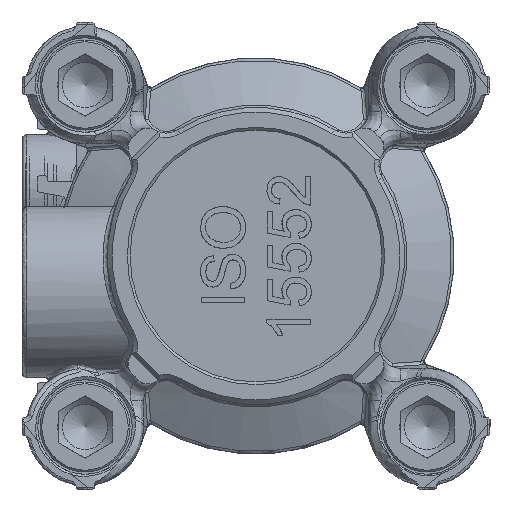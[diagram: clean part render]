
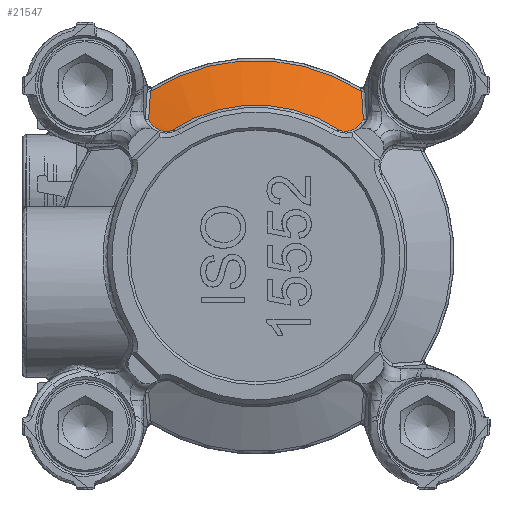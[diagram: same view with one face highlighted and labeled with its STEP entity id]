
A CAD part, front view. The second image highlights one B-rep face of the part: STEP entity #21547.
In plain terms, the highlighted conical face has half-angle 63.5 degrees and reference radius 21.723 mm.
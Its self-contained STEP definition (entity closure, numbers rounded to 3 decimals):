
#168 = DIRECTION ( 'NONE',  ( 0., 0., -1. ) ) ;
#3804 = CARTESIAN_POINT ( 'NONE',  ( 11.024, 22.821, 14.144 ) ) ;
#3991 = CARTESIAN_POINT ( 'NONE',  ( -11.532, 23.139, 14.555 ) ) ;
#5596 = CARTESIAN_POINT ( 'NONE',  ( 11.352, 23.014, 14.379 ) ) ;
#6325 = DIRECTION ( 'NONE',  ( 0., 1., 0. ) ) ;
#8171 = CARTESIAN_POINT ( 'NONE',  ( -11.925, 23.494, 15.152 ) ) ;
#12602 = B_SPLINE_CURVE_WITH_KNOTS ( 'NONE', 3,
 ( #62153, #115193, #35141, #72163 ),
 .UNSPECIFIED., .F., .F.,
 ( 4, 4 ),
 ( 0., 1. ),
 .UNSPECIFIED. ) ;
#12659 = CARTESIAN_POINT ( 'NONE',  ( 11.13, 22.879, 14.208 ) ) ;
#12824 = CARTESIAN_POINT ( 'NONE',  ( -11.552, 23.154, 14.577 ) ) ;
#13846 = CARTESIAN_POINT ( 'NONE',  ( 10.14, 22.443, 13.86 ) ) ;
#14432 = CARTESIAN_POINT ( 'NONE',  ( 10.855, 22.736, 14.059 ) ) ;
#15014 = CIRCLE ( 'NONE', #116538, 16.777 ) ;
#15164 = CARTESIAN_POINT ( 'NONE',  ( -10.792, 22.704, 14.026 ) ) ;
#15523 = CARTESIAN_POINT ( 'NONE',  ( 9.372, 22.245, 13.915 ) ) ;
#15785 = ORIENTED_EDGE ( 'NONE', *, *, #58292, .T. ) ;
#16834 = B_SPLINE_CURVE_WITH_KNOTS ( 'NONE', 3,
 ( #94129, #57132, #111281, #49462 ),
 .UNSPECIFIED., .F., .F.,
 ( 4, 4 ),
 ( 0., 1. ),
 .UNSPECIFIED. ) ;
#17482 = EDGE_CURVE ( 'NONE', #29051, #17829, #94088, .T. ) ;
#17829 = VERTEX_POINT ( 'NONE', #104716 ) ;
#17888 = CARTESIAN_POINT ( 'NONE',  ( 11.925, 23.494, 15.152 ) ) ;
#21062 = FACE_OUTER_BOUND ( 'NONE', #89279, .T. ) ;
#21547 = ADVANCED_FACE ( 'NONE', ( #21062 ), #68471, .T. ) ;
#22088 = CARTESIAN_POINT ( 'NONE',  ( 11.925, 23.494, 15.152 ) ) ;
#22267 = CARTESIAN_POINT ( 'NONE',  ( -10.672, 22.648, 13.978 ) ) ;
#22731 = ORIENTED_EDGE ( 'NONE', *, *, #98578, .T. ) ;
#22840 = CARTESIAN_POINT ( 'NONE',  ( -11.652, 23.23, 14.695 ) ) ;
#23205 = CIRCLE ( 'NONE', #98372, 21.723 ) ;
#23258 = CARTESIAN_POINT ( 'NONE',  ( 9.635, 22.296, 13.86 ) ) ;
#27396 = CARTESIAN_POINT ( 'NONE',  ( 0., 22.245, 0. ) ) ;
#27621 = CARTESIAN_POINT ( 'NONE',  ( -11.721, 24.711, 18.289 ) ) ;
#29051 = VERTEX_POINT ( 'NONE', #8171 ) ;
#29769 = CARTESIAN_POINT ( 'NONE',  ( 10.81, 22.714, 14.038 ) ) ;
#30356 = CARTESIAN_POINT ( 'NONE',  ( 10.9, 22.758, 14.081 ) ) ;
#30975 = CARTESIAN_POINT ( 'NONE',  ( 11.422, 23.061, 14.443 ) ) ;
#31163 = CARTESIAN_POINT ( 'NONE',  ( -11.099, 22.863, 14.192 ) ) ;
#31730 = CARTESIAN_POINT ( 'NONE',  ( -9.899, 22.359, 13.83 ) ) ;
#32121 = CARTESIAN_POINT ( 'NONE',  ( 11.279, 22.969, 14.319 ) ) ;
#32299 = CARTESIAN_POINT ( 'NONE',  ( -10.207, 22.465, 13.867 ) ) ;
#32872 = CARTESIAN_POINT ( 'NONE',  ( -11.421, 23.059, 14.439 ) ) ;
#35141 = CARTESIAN_POINT ( 'NONE',  ( -11.864, 23.865, 16.148 ) ) ;
#38543 = ORIENTED_EDGE ( 'NONE', *, *, #53613, .T. ) ;
#39960 = CARTESIAN_POINT ( 'NONE',  ( -11.326, 22.997, 14.355 ) ) ;
#40971 = CARTESIAN_POINT ( 'NONE',  ( 10.884, 22.751, 14.073 ) ) ;
#42174 = ORIENTED_EDGE ( 'NONE', *, *, #62860, .T. ) ;
#48181 = CARTESIAN_POINT ( 'NONE',  ( 0., 24.711, 0. ) ) ;
#49462 = CARTESIAN_POINT ( 'NONE',  ( 11.721, 24.711, 18.289 ) ) ;
#50360 = CARTESIAN_POINT ( 'NONE',  ( 11.82, 23.369, 14.916 ) ) ;
#51106 = CARTESIAN_POINT ( 'NONE',  ( -10.394, 22.534, 13.899 ) ) ;
#53613 = EDGE_CURVE ( 'NONE', #90993, #29051, #12602, .T. ) ;
#53945 = DIRECTION ( 'NONE',  ( 0., 0., 1. ) ) ;
#56886 = B_SPLINE_CURVE_WITH_KNOTS ( 'NONE', 3,
 ( #75640, #95064, #23258, #83878, #110984, #103867, #94457, #13846, #74472, #110394, #65632, #112774, #111604, #29769, #14432, #40971, #30356, #3804, #12659, #32121, #5596, #30975, #102718, #85050, #66218, #50360, #22088 ),
 .UNSPECIFIED., .F., .F.,
 ( 4, 2, 1, 1, 2, 2, 2, 1, 1, 2, 2, 2, 1, 2, 2, 4 ),
 ( 0., 0.125, 0.188, 0.219, 0.234, 0.25, 0.375, 0.438, 0.469, 0.484, 0.5, 0.625, 0.688, 0.719, 0.75, 1. ),
 .UNSPECIFIED. ) ;
#57132 = CARTESIAN_POINT ( 'NONE',  ( 11.864, 23.865, 16.148 ) ) ;
#57919 = ORIENTED_EDGE ( 'NONE', *, *, #78124, .F. ) ;
#58204 = CARTESIAN_POINT ( 'NONE',  ( -9.634, 22.29, 13.848 ) ) ;
#58292 = EDGE_CURVE ( 'NONE', #17829, #96998, #15014, .T. ) ;
#60489 = CARTESIAN_POINT ( 'NONE',  ( -11.811, 23.369, 14.924 ) ) ;
#62153 = CARTESIAN_POINT ( 'NONE',  ( -11.721, 24.711, 18.289 ) ) ;
#62670 = CARTESIAN_POINT ( 'NONE',  ( 0., 24.711, 0. ) ) ;
#62860 = EDGE_CURVE ( 'NONE', #108390, #97659, #16834, .T. ) ;
#65632 = CARTESIAN_POINT ( 'NONE',  ( 10.429, 22.546, 13.906 ) ) ;
#66218 = CARTESIAN_POINT ( 'NONE',  ( 11.68, 23.246, 14.711 ) ) ;
#67013 = CARTESIAN_POINT ( 'NONE',  ( -10.939, 22.778, 14.101 ) ) ;
#67589 = CARTESIAN_POINT ( 'NONE',  ( -9.372, 22.245, 13.915 ) ) ;
#68471 = CONICAL_SURFACE ( 'NONE', #111777, 21.723, 1.108 ) ;
#68673 = ORIENTED_EDGE ( 'NONE', *, *, #17482, .T. ) ;
#69801 = DIRECTION ( 'NONE',  ( 0., 1., 0. ) ) ;
#72163 = CARTESIAN_POINT ( 'NONE',  ( -11.925, 23.494, 15.152 ) ) ;
#74472 = CARTESIAN_POINT ( 'NONE',  ( 10.158, 22.449, 13.862 ) ) ;
#75640 = CARTESIAN_POINT ( 'NONE',  ( 9.372, 22.245, 13.915 ) ) ;
#76974 = CARTESIAN_POINT ( 'NONE',  ( -11.176, 22.907, 14.244 ) ) ;
#77539 = CARTESIAN_POINT ( 'NONE',  ( -11.707, 23.277, 14.769 ) ) ;
#78124 = EDGE_CURVE ( 'NONE', #90993, #97659, #23205, .T. ) ;
#83878 = CARTESIAN_POINT ( 'NONE',  ( 9.835, 22.348, 13.848 ) ) ;
#85050 = CARTESIAN_POINT ( 'NONE',  ( 11.491, 23.109, 14.511 ) ) ;
#85232 = CARTESIAN_POINT ( 'NONE',  ( -11.873, 23.432, 15.034 ) ) ;
#85833 = CARTESIAN_POINT ( 'NONE',  ( -11.592, 23.184, 14.624 ) ) ;
#86377 = CARTESIAN_POINT ( 'NONE',  ( -10.236, 22.475, 13.871 ) ) ;
#86950 = CARTESIAN_POINT ( 'NONE',  ( -10.3, 22.498, 13.882 ) ) ;
#89279 = EDGE_LOOP ( 'NONE', ( #38543, #68673, #15785, #22731, #42174, #57919 ) ) ;
#90993 = VERTEX_POINT ( 'NONE', #27621 ) ;
#92666 = CARTESIAN_POINT ( 'NONE',  ( 11.721, 24.711, 18.289 ) ) ;
#94088 = B_SPLINE_CURVE_WITH_KNOTS ( 'NONE', 3,
 ( #111774, #85232, #60489, #77539, #22840, #85833, #12824, #3991, #32872, #39960, #76974, #31163, #102895, #112947, #67013, #15164, #22267, #94640, #51106, #86950, #86377, #32299, #31730, #58204, #67589 ),
 .UNSPECIFIED., .F., .F.,
 ( 4, 2, 1, 2, 2, 2, 1, 2, 2, 2, 1, 2, 2, 4 ),
 ( 0., 0.125, 0.188, 0.219, 0.25, 0.375, 0.438, 0.469, 0.5, 0.625, 0.688, 0.719, 0.75, 1. ),
 .UNSPECIFIED. ) ;
#94129 = CARTESIAN_POINT ( 'NONE',  ( 11.925, 23.494, 15.152 ) ) ;
#94457 = CARTESIAN_POINT ( 'NONE',  ( 10.106, 22.431, 13.857 ) ) ;
#94615 = DIRECTION ( 'NONE',  ( 0., 0., 1. ) ) ;
#94640 = CARTESIAN_POINT ( 'NONE',  ( -10.487, 22.571, 13.923 ) ) ;
#95064 = CARTESIAN_POINT ( 'NONE',  ( 9.503, 22.267, 13.882 ) ) ;
#96998 = VERTEX_POINT ( 'NONE', #15523 ) ;
#97659 = VERTEX_POINT ( 'NONE', #92666 ) ;
#98372 = AXIS2_PLACEMENT_3D ( 'NONE', #62670, #69801, #168 ) ;
#98578 = EDGE_CURVE ( 'NONE', #96998, #108390, #56886, .T. ) ;
#101497 = DIRECTION ( 'NONE',  ( 0., 1., 0. ) ) ;
#102718 = CARTESIAN_POINT ( 'NONE',  ( 11.467, 23.092, 14.487 ) ) ;
#102895 = CARTESIAN_POINT ( 'NONE',  ( -11.019, 22.82, 14.145 ) ) ;
#103867 = CARTESIAN_POINT ( 'NONE',  ( 10.054, 22.414, 13.852 ) ) ;
#104716 = CARTESIAN_POINT ( 'NONE',  ( -9.372, 22.245, 13.915 ) ) ;
#108390 = VERTEX_POINT ( 'NONE', #17888 ) ;
#110394 = CARTESIAN_POINT ( 'NONE',  ( 10.303, 22.498, 13.88 ) ) ;
#110984 = CARTESIAN_POINT ( 'NONE',  ( 9.936, 22.377, 13.846 ) ) ;
#111281 = CARTESIAN_POINT ( 'NONE',  ( 11.796, 24.271, 17.193 ) ) ;
#111604 = CARTESIAN_POINT ( 'NONE',  ( 10.705, 22.665, 13.994 ) ) ;
#111774 = CARTESIAN_POINT ( 'NONE',  ( -11.925, 23.494, 15.152 ) ) ;
#111777 = AXIS2_PLACEMENT_3D ( 'NONE', #48181, #6325, #94615 ) ;
#112774 = CARTESIAN_POINT ( 'NONE',  ( 10.614, 22.624, 13.962 ) ) ;
#112947 = CARTESIAN_POINT ( 'NONE',  ( -10.965, 22.791, 14.114 ) ) ;
#115193 = CARTESIAN_POINT ( 'NONE',  ( -11.796, 24.271, 17.193 ) ) ;
#116538 = AXIS2_PLACEMENT_3D ( 'NONE', #27396, #101497, #53945 ) ;
